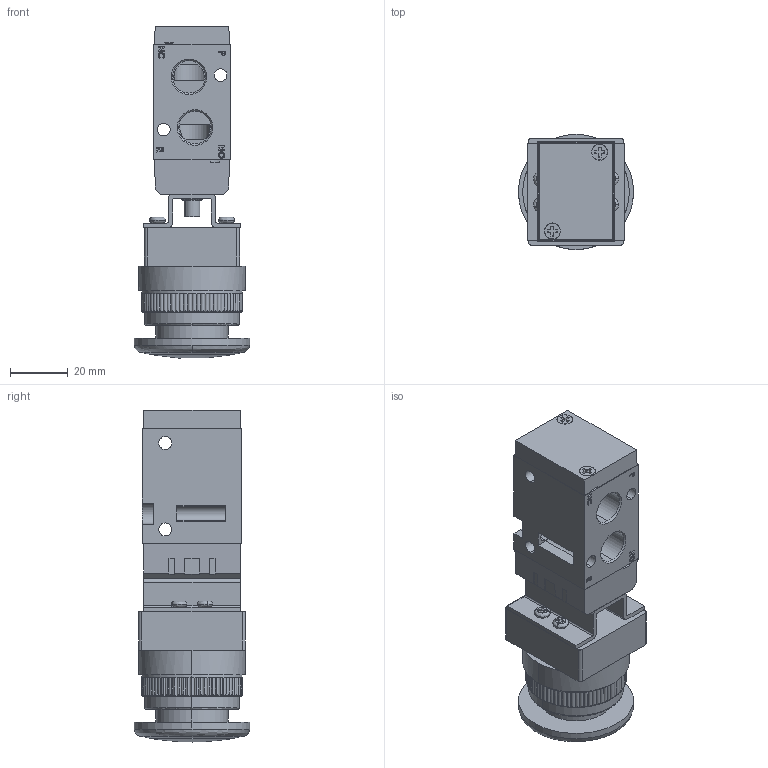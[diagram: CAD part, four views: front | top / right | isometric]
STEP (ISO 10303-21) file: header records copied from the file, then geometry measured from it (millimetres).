
FILE_DESCRIPTION (( 'STEP AP214' ), '1' );
FILE_NAME ('PMV460.STEP', '2016-09-13T12:59:51', ( '' ), ( '' ), 'SwSTEP 2.0', 'SolidWorks 2016', '' );
FILE_SCHEMA (( 'AUTOMOTIVE_DESIGN' ));
Length unit declared in the file: millimetre
Products named in the file (1): PMV460
Bounding box: 40 x 40 x 115.26 mm (x, y, z)
Volume: 82902.7 mm3; surface area: 35352.6 mm2
Topology: 13 solids, 13 shells, 1297 faces, 3472 edges, 2253 vertices
Faces by surface type: plane 538, cylinder 441, cone 170, bspline 148
Entity records: 71835 total; most frequent: CARTESIAN_POINT 25202, ORIENTED_EDGE 6944, DIRECTION 6671, EDGE_CURVE 3472, AXIS2_PLACEMENT_3D 2491, VERTEX_POINT 2253, LINE 1689, VECTOR 1689
